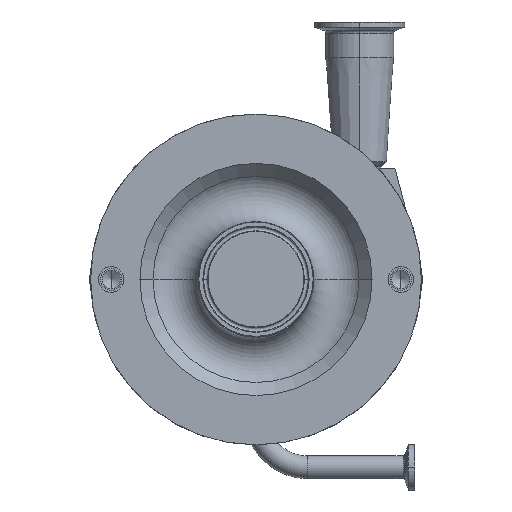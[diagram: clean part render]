
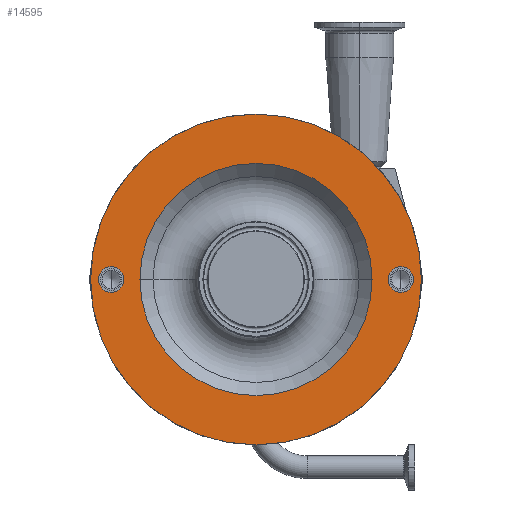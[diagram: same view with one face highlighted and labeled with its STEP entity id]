
A CAD part, top view. The second image highlights one B-rep face of the part: STEP entity #14595.
In plain terms, the highlighted planar face has unit normal (0, 0, 1).
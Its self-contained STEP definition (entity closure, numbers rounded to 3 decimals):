
#366 = PLANE ( 'NONE',  #14361 ) ;
#416 = ORIENTED_EDGE ( 'NONE', *, *, #14335, .F. ) ;
#472 = CARTESIAN_POINT ( 'NONE',  ( -64.921, 0., 190.5 ) ) ;
#625 = AXIS2_PLACEMENT_3D ( 'NONE', #1953, #12939, #3323 ) ;
#693 = EDGE_CURVE ( 'NONE', #11971, #7810, #13691, .T. ) ;
#811 = EDGE_LOOP ( 'NONE', ( #1915, #7346 ) ) ;
#835 = EDGE_CURVE ( 'NONE', #2206, #11665, #12395, .T. ) ;
#1007 = ORIENTED_EDGE ( 'NONE', *, *, #4857, .F. ) ;
#1008 = DIRECTION ( 'NONE',  ( 1., 0., 0. ) ) ;
#1155 = DIRECTION ( 'NONE',  ( 0., 0., 1. ) ) ;
#1484 = FACE_OUTER_BOUND ( 'NONE', #15664, .T. ) ;
#1709 = AXIS2_PLACEMENT_3D ( 'NONE', #2327, #6027, #4824 ) ;
#1724 = FACE_BOUND ( 'NONE', #13015, .T. ) ;
#1915 = ORIENTED_EDGE ( 'NONE', *, *, #835, .F. ) ;
#1953 = CARTESIAN_POINT ( 'NONE',  ( 81., 0., 190.5 ) ) ;
#1988 = DIRECTION ( 'NONE',  ( 1., 0., 0. ) ) ;
#2206 = VERTEX_POINT ( 'NONE', #13237 ) ;
#2327 = CARTESIAN_POINT ( 'NONE',  ( 0., 0., 190.5 ) ) ;
#2533 = EDGE_CURVE ( 'NONE', #7828, #10489, #12380, .T. ) ;
#2938 = DIRECTION ( 'NONE',  ( 0., 0., -1. ) ) ;
#3279 = DIRECTION ( 'NONE',  ( 0., 0., 1. ) ) ;
#3323 = DIRECTION ( 'NONE',  ( 1., 0., 0. ) ) ;
#3512 = CIRCLE ( 'NONE', #7863, 64.921 ) ;
#3825 = CIRCLE ( 'NONE', #4335, 7.144 ) ;
#4335 = AXIS2_PLACEMENT_3D ( 'NONE', #12548, #7675, #14080 ) ;
#4824 = DIRECTION ( 'NONE',  ( 1., 0., 0. ) ) ;
#4857 = EDGE_CURVE ( 'NONE', #10489, #7828, #3512, .T. ) ;
#5475 = CARTESIAN_POINT ( 'NONE',  ( -81., 0., 190.5 ) ) ;
#5487 = AXIS2_PLACEMENT_3D ( 'NONE', #8255, #3279, #1988 ) ;
#5740 = ORIENTED_EDGE ( 'NONE', *, *, #11510, .T. ) ;
#5908 = AXIS2_PLACEMENT_3D ( 'NONE', #9610, #15490, #9368 ) ;
#6027 = DIRECTION ( 'NONE',  ( 0., 0., 1. ) ) ;
#6348 = CIRCLE ( 'NONE', #1709, 92.5 ) ;
#7346 = ORIENTED_EDGE ( 'NONE', *, *, #13046, .F. ) ;
#7441 = DIRECTION ( 'NONE',  ( 0., 0., 1. ) ) ;
#7572 = DIRECTION ( 'NONE',  ( 1., 0., 0. ) ) ;
#7675 = DIRECTION ( 'NONE',  ( 0., 0., 1. ) ) ;
#7720 = AXIS2_PLACEMENT_3D ( 'NONE', #13522, #7441, #1008 ) ;
#7810 = VERTEX_POINT ( 'NONE', #14566 ) ;
#7828 = VERTEX_POINT ( 'NONE', #9671 ) ;
#7863 = AXIS2_PLACEMENT_3D ( 'NONE', #11157, #1155, #10852 ) ;
#8158 = ORIENTED_EDGE ( 'NONE', *, *, #15609, .T. ) ;
#8255 = CARTESIAN_POINT ( 'NONE',  ( 0., 0., 190.5 ) ) ;
#8396 = ORIENTED_EDGE ( 'NONE', *, *, #693, .F. ) ;
#8860 = CARTESIAN_POINT ( 'NONE',  ( -88.144, 0., 190.5 ) ) ;
#8943 = CARTESIAN_POINT ( 'NONE',  ( 0., 32., 190.5 ) ) ;
#9167 = CARTESIAN_POINT ( 'NONE',  ( 92.5, 0., 190.5 ) ) ;
#9368 = DIRECTION ( 'NONE',  ( 1., 0., 0. ) ) ;
#9610 = CARTESIAN_POINT ( 'NONE',  ( 81., 0., 190.5 ) ) ;
#9671 = CARTESIAN_POINT ( 'NONE',  ( 64.921, 0., 190.5 ) ) ;
#9735 = CARTESIAN_POINT ( 'NONE',  ( 88.144, 0., 190.5 ) ) ;
#10084 = AXIS2_PLACEMENT_3D ( 'NONE', #5475, #15266, #7572 ) ;
#10141 = FACE_BOUND ( 'NONE', #811, .T. ) ;
#10489 = VERTEX_POINT ( 'NONE', #472 ) ;
#10840 = VERTEX_POINT ( 'NONE', #11193 ) ;
#10852 = DIRECTION ( 'NONE',  ( 1., 0., 0. ) ) ;
#11157 = CARTESIAN_POINT ( 'NONE',  ( 0., 0., 190.5 ) ) ;
#11193 = CARTESIAN_POINT ( 'NONE',  ( -92.5, 0., 190.5 ) ) ;
#11510 = EDGE_CURVE ( 'NONE', #15777, #10840, #6348, .T. ) ;
#11665 = VERTEX_POINT ( 'NONE', #8860 ) ;
#11971 = VERTEX_POINT ( 'NONE', #9735 ) ;
#12380 = CIRCLE ( 'NONE', #5487, 64.921 ) ;
#12395 = CIRCLE ( 'NONE', #10084, 7.144 ) ;
#12548 = CARTESIAN_POINT ( 'NONE',  ( -81., 0., 190.5 ) ) ;
#12585 = ORIENTED_EDGE ( 'NONE', *, *, #2533, .F. ) ;
#12939 = DIRECTION ( 'NONE',  ( 0., 0., 1. ) ) ;
#13015 = EDGE_LOOP ( 'NONE', ( #12585, #1007 ) ) ;
#13046 = EDGE_CURVE ( 'NONE', #11665, #2206, #3825, .T. ) ;
#13237 = CARTESIAN_POINT ( 'NONE',  ( -73.856, 0., 190.5 ) ) ;
#13522 = CARTESIAN_POINT ( 'NONE',  ( 0., 0., 190.5 ) ) ;
#13691 = CIRCLE ( 'NONE', #625, 7.144 ) ;
#13847 = DIRECTION ( 'NONE',  ( 0., -1., 0. ) ) ;
#14080 = DIRECTION ( 'NONE',  ( 1., 0., 0. ) ) ;
#14086 = FACE_BOUND ( 'NONE', #15403, .T. ) ;
#14093 = CIRCLE ( 'NONE', #5908, 7.144 ) ;
#14335 = EDGE_CURVE ( 'NONE', #7810, #11971, #14093, .T. ) ;
#14361 = AXIS2_PLACEMENT_3D ( 'NONE', #8943, #2938, #13847 ) ;
#14566 = CARTESIAN_POINT ( 'NONE',  ( 73.856, 0., 190.5 ) ) ;
#14595 = ADVANCED_FACE ( 'NONE', ( #1484, #14086, #10141, #1724 ), #366, .F. ) ;
#15266 = DIRECTION ( 'NONE',  ( 0., 0., 1. ) ) ;
#15403 = EDGE_LOOP ( 'NONE', ( #8396, #416 ) ) ;
#15490 = DIRECTION ( 'NONE',  ( 0., 0., 1. ) ) ;
#15609 = EDGE_CURVE ( 'NONE', #10840, #15777, #15687, .T. ) ;
#15664 = EDGE_LOOP ( 'NONE', ( #5740, #8158 ) ) ;
#15687 = CIRCLE ( 'NONE', #7720, 92.5 ) ;
#15777 = VERTEX_POINT ( 'NONE', #9167 ) ;
